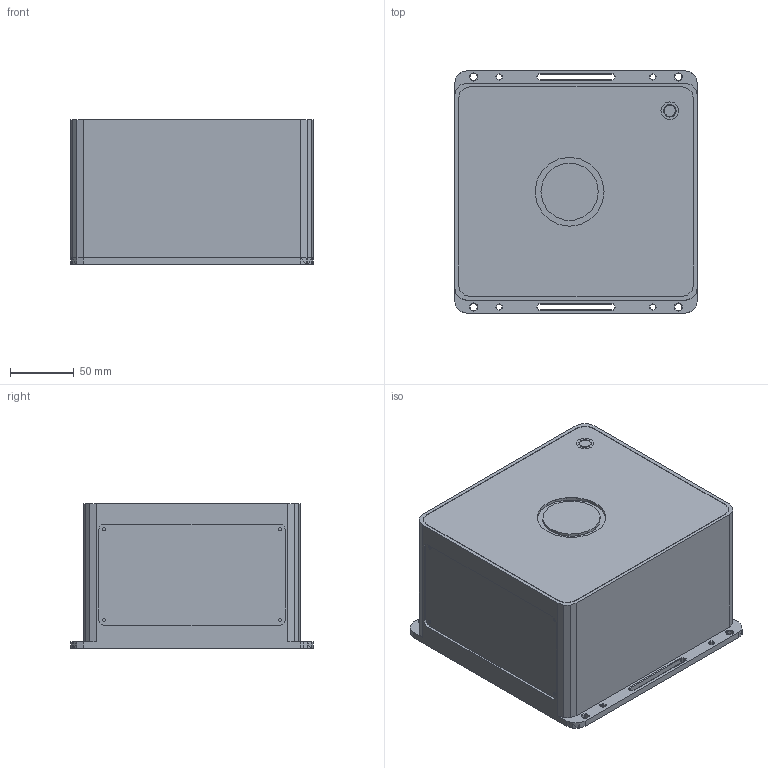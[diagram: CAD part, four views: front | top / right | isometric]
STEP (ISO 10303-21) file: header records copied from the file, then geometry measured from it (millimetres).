
FILE_DESCRIPTION(('FreeCAD Model'),'2;1');
FILE_NAME('Open CASCADE Shape Model','2024-08-05T09:46:20',('Author'),( ''),'Open CASCADE STEP processor 7.6','FreeCAD','Unknown');
FILE_SCHEMA(('AUTOMOTIVE_DESIGN { 1 0 10303 214 1 1 1 1 }'));
Length unit declared in the file: millimetre
Products named in the file (1): Body001
Bounding box: 190 x 190 x 113 mm (x, y, z)
Volume: 3620119.9 mm3; surface area: 153759 mm2
Topology: 1 solids, 1 shells, 979 faces, 1943 edges, 977 vertices
Faces by surface type: plane 979
Entity records: 23479 total; most frequent: DIRECTION 3903, CARTESIAN_POINT 3900, ORIENTED_EDGE 3886, EDGE_CURVE 1943, LINE 1943, VECTOR 1943, FACE_BOUND 1010, EDGE_LOOP 1010
